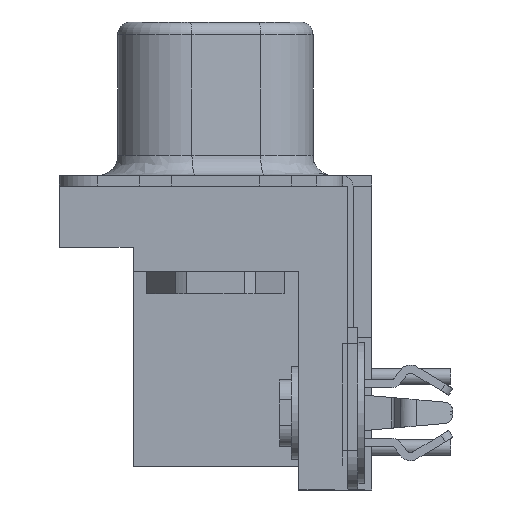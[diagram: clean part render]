
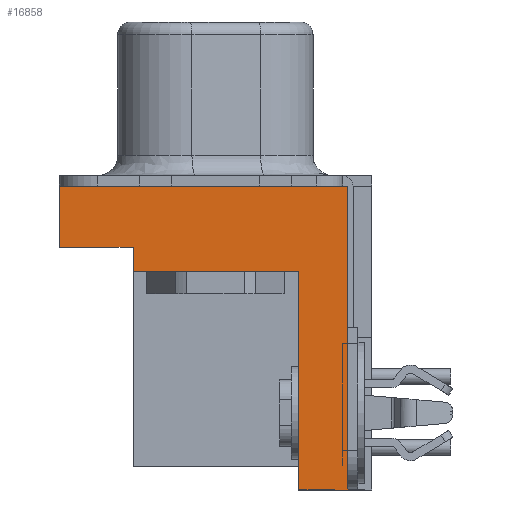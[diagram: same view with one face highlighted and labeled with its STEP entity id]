
A CAD part, left-side view. The second image highlights one B-rep face of the part: STEP entity #16858.
In plain terms, the highlighted planar face has unit normal (-1, 0, 0).
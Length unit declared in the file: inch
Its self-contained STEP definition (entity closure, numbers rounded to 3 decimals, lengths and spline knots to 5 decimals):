
#364 = DIRECTION ( 'NONE',  ( 0., -1., 0. ) ) ;
#1017 = CARTESIAN_POINT ( 'NONE',  ( -1.044, 0.115, -0.3904 ) ) ;
#1389 = VECTOR ( 'NONE', #19330, 39.37008 ) ;
#1522 = ORIENTED_EDGE ( 'NONE', *, *, #4372, .T. ) ;
#2038 = CARTESIAN_POINT ( 'NONE',  ( -1.044, 0.115, -0.736 ) ) ;
#2790 = CARTESIAN_POINT ( 'NONE',  ( -1.044, 0.494, -0.2554 ) ) ;
#2901 = CARTESIAN_POINT ( 'NONE',  ( -1.044, 0.038, -0.2554 ) ) ;
#4033 = EDGE_LOOP ( 'NONE', ( #13082, #1522, #24267, #17306, #5293, #6657, #12205, #5104 ) ) ;
#4129 = EDGE_CURVE ( 'NONE', #12668, #8424, #5028, .T. ) ;
#4185 = FACE_OUTER_BOUND ( 'NONE', #4033, .T. ) ;
#4367 = LINE ( 'NONE', #10924, #18948 ) ;
#4372 = EDGE_CURVE ( 'NONE', #16875, #12338, #22520, .T. ) ;
#4401 = CARTESIAN_POINT ( 'NONE',  ( -1.044, 0.494, -0.3524 ) ) ;
#5028 = LINE ( 'NONE', #18932, #5600 ) ;
#5104 = ORIENTED_EDGE ( 'NONE', *, *, #4129, .T. ) ;
#5154 = DIRECTION ( 'NONE',  ( 0., 0., 1. ) ) ;
#5293 = ORIENTED_EDGE ( 'NONE', *, *, #9030, .T. ) ;
#5600 = VECTOR ( 'NONE', #364, 39.37008 ) ;
#6335 = DIRECTION ( 'NONE',  ( 0., 0., 1. ) ) ;
#6370 = LINE ( 'NONE', #4401, #8130 ) ;
#6657 = ORIENTED_EDGE ( 'NONE', *, *, #15860, .T. ) ;
#7031 = EDGE_CURVE ( 'NONE', #11912, #12668, #22780, .T. ) ;
#7599 = CARTESIAN_POINT ( 'NONE',  ( -1.044, 0.377, -0.3524 ) ) ;
#8130 = VECTOR ( 'NONE', #22922, 39.37008 ) ;
#8424 = VERTEX_POINT ( 'NONE', #9612 ) ;
#8647 = EDGE_CURVE ( 'NONE', #8424, #16875, #15651, .T. ) ;
#8689 = VERTEX_POINT ( 'NONE', #7599 ) ;
#9030 = EDGE_CURVE ( 'NONE', #8689, #22219, #13401, .T. ) ;
#9059 = CARTESIAN_POINT ( 'NONE',  ( -1.044, 0.494, -0.3524 ) ) ;
#9612 = CARTESIAN_POINT ( 'NONE',  ( -1.044, 0.038, -0.736 ) ) ;
#10245 = VECTOR ( 'NONE', #23499, 39.37008 ) ;
#10542 = DIRECTION ( 'NONE',  ( 0., 0., -1. ) ) ;
#10924 = CARTESIAN_POINT ( 'NONE',  ( -1.044, 0.377, -0.3904 ) ) ;
#10936 = CARTESIAN_POINT ( 'NONE',  ( -1.044, 0.247, 0. ) ) ;
#11198 = LINE ( 'NONE', #18129, #23122 ) ;
#11871 = CARTESIAN_POINT ( 'NONE',  ( -1.044, 0.038, -0.736 ) ) ;
#11912 = VERTEX_POINT ( 'NONE', #1017 ) ;
#12205 = ORIENTED_EDGE ( 'NONE', *, *, #7031, .T. ) ;
#12338 = VERTEX_POINT ( 'NONE', #2790 ) ;
#12668 = VERTEX_POINT ( 'NONE', #2038 ) ;
#12808 = DIRECTION ( 'NONE',  ( -1., 0., 0. ) ) ;
#13082 = ORIENTED_EDGE ( 'NONE', *, *, #8647, .T. ) ;
#13401 = LINE ( 'NONE', #19770, #17770 ) ;
#14040 = AXIS2_PLACEMENT_3D ( 'NONE', #10936, #12808, #5154 ) ;
#14551 = CARTESIAN_POINT ( 'NONE',  ( -1.044, 0.038, -0.2554 ) ) ;
#15651 = LINE ( 'NONE', #11871, #22358 ) ;
#15860 = EDGE_CURVE ( 'NONE', #22219, #11912, #4367, .T. ) ;
#16029 = EDGE_CURVE ( 'NONE', #17531, #8689, #6370, .T. ) ;
#16713 = CARTESIAN_POINT ( 'NONE',  ( -1.044, 0.377, -0.3904 ) ) ;
#16858 = ADVANCED_FACE ( 'NONE', ( #4185 ), #23831, .T. ) ;
#16875 = VERTEX_POINT ( 'NONE', #14551 ) ;
#17306 = ORIENTED_EDGE ( 'NONE', *, *, #16029, .T. ) ;
#17458 = CARTESIAN_POINT ( 'NONE',  ( -1.044, 0.115, -0.3904 ) ) ;
#17531 = VERTEX_POINT ( 'NONE', #9059 ) ;
#17770 = VECTOR ( 'NONE', #10542, 39.37008 ) ;
#18129 = CARTESIAN_POINT ( 'NONE',  ( -1.044, 0.494, -0.2554 ) ) ;
#18932 = CARTESIAN_POINT ( 'NONE',  ( -1.044, 0.115, -0.736 ) ) ;
#18948 = VECTOR ( 'NONE', #24066, 39.37008 ) ;
#19330 = DIRECTION ( 'NONE',  ( 0., 0., -1. ) ) ;
#19770 = CARTESIAN_POINT ( 'NONE',  ( -1.044, 0.377, -0.3524 ) ) ;
#20834 = EDGE_CURVE ( 'NONE', #12338, #17531, #11198, .T. ) ;
#21971 = DIRECTION ( 'NONE',  ( 0., 0., -1. ) ) ;
#22219 = VERTEX_POINT ( 'NONE', #16713 ) ;
#22358 = VECTOR ( 'NONE', #6335, 39.37008 ) ;
#22520 = LINE ( 'NONE', #2901, #10245 ) ;
#22780 = LINE ( 'NONE', #17458, #1389 ) ;
#22922 = DIRECTION ( 'NONE',  ( 0., -1., 0. ) ) ;
#23122 = VECTOR ( 'NONE', #21971, 39.37008 ) ;
#23499 = DIRECTION ( 'NONE',  ( 0., 1., 0. ) ) ;
#23831 = PLANE ( 'NONE',  #14040 ) ;
#24066 = DIRECTION ( 'NONE',  ( 0., -1., 0. ) ) ;
#24267 = ORIENTED_EDGE ( 'NONE', *, *, #20834, .T. ) ;
